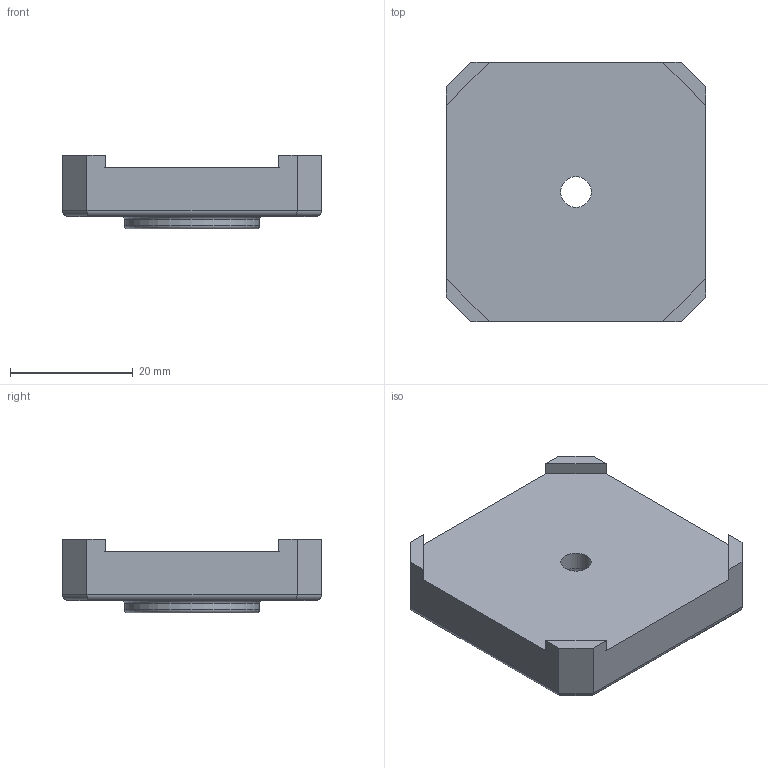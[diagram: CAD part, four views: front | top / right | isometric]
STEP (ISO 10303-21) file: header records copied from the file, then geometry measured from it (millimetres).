
FILE_DESCRIPTION(/* description */ ('STEP AP214'),/* implementation_level */ '2;1');
FILE_NAME(/* name */ '6570e84348fc2760bbd3ae87',/* time_stamp */ '2023-12-06T21:31:48Z',/* author */ (''),/* organization */ (''),/* preprocessor_version */ 'ST-DEVELOPER v19.4',/* originating_system */ ' ',/* authorisation */ ' ');
FILE_SCHEMA (('AUTOMOTIVE_DESIGN {1 0 10303 214 3 1 1}'));
Length unit declared in the file: metre
Products named in the file (1): Tapa_Predeterminado
Bounding box: 42.3 x 42.3 x 12 mm (x, y, z)
Volume: 14063.1 mm3; surface area: 5402.1 mm2
Topology: 1 solids, 1 shells, 47 faces, 102 edges, 63 vertices
Faces by surface type: plane 24, cylinder 15, torus 8
Full cylindrical faces by diameter (mm): 3 x4, 5 x1, 11 x1, 22 x1
Entity records: 1216 total; most frequent: DIRECTION 212, CARTESIAN_POINT 196, ORIENTED_EDGE 172, EDGE_CURVE 86, AXIS2_PLACEMENT_3D 78, EDGE_LOOP 70, FACE_BOUND 70, VERTEX_POINT 62
